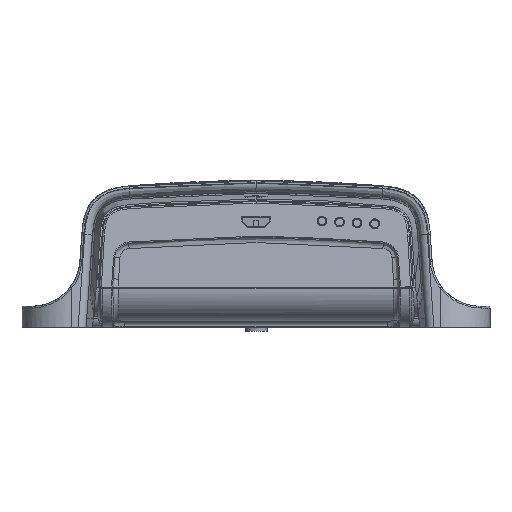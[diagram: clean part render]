
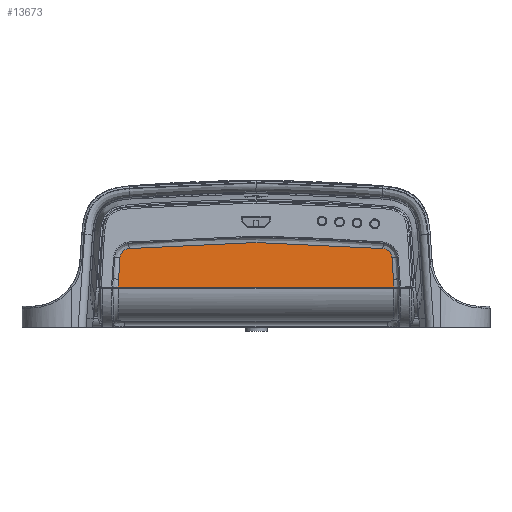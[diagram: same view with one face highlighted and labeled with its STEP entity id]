
A CAD part, front view. The second image highlights one B-rep face of the part: STEP entity #13673.
In plain terms, the highlighted planar face has unit normal (0, -0.996, 0.087).
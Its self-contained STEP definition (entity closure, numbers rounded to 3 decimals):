
#8552=PLANE('',#59333);
#11059=B_SPLINE_CURVE_WITH_KNOTS('',3,(#109266,#109267,#109268,#109269),
 .UNSPECIFIED.,.F.,.F.,(4,4),(0.,1.),.UNSPECIFIED.);
#13673=ADVANCED_FACE('NONE',(#17040),#8552,.F.);
#17040=FACE_OUTER_BOUND('',#19907,.T.);
#19907=EDGE_LOOP('',(#37960,#37961,#37962,#37963,#37964,#37965,#37966,#37967));
#23972=LINE('',#108468,#27925);
#27925=VECTOR('',#66949,1.);
#37960=ORIENTED_EDGE('',*,*,#53889,.T.);
#37961=ORIENTED_EDGE('',*,*,#53788,.T.);
#37962=ORIENTED_EDGE('',*,*,#53891,.F.);
#37963=ORIENTED_EDGE('',*,*,#53892,.F.);
#37964=ORIENTED_EDGE('',*,*,#53893,.F.);
#37965=ORIENTED_EDGE('',*,*,#53894,.F.);
#37966=ORIENTED_EDGE('',*,*,#53895,.F.);
#37967=ORIENTED_EDGE('',*,*,#53896,.F.);
#47350=VERTEX_POINT('',#108467);
#47351=VERTEX_POINT('',#108469);
#47435=VERTEX_POINT('',#109270);
#47436=VERTEX_POINT('',#109290);
#47437=VERTEX_POINT('',#109295);
#47438=VERTEX_POINT('',#109312);
#47439=VERTEX_POINT('',#109321);
#47440=VERTEX_POINT('',#109338);
#53788=EDGE_CURVE('',#47351,#47350,#23972,.T.);
#53889=EDGE_CURVE('',#47435,#47351,#11059,.T.);
#53891=EDGE_CURVE('',#47436,#47350,#57561,.T.);
#53892=EDGE_CURVE('',#47437,#47436,#57562,.T.);
#53893=EDGE_CURVE('',#47438,#47437,#57563,.T.);
#53894=EDGE_CURVE('',#47439,#47438,#57564,.T.);
#53895=EDGE_CURVE('',#47440,#47439,#57565,.T.);
#53896=EDGE_CURVE('',#47435,#47440,#57566,.T.);
#57561=(
BOUNDED_CURVE()
B_SPLINE_CURVE(3,(#109286,#109287,#109288,#109289),.UNSPECIFIED.,.F.,.F.)
B_SPLINE_CURVE_WITH_KNOTS((4,4),(0.,1.),.UNSPECIFIED.)
CURVE()
GEOMETRIC_REPRESENTATION_ITEM()
RATIONAL_B_SPLINE_CURVE((1.,1.,1.,1.))
REPRESENTATION_ITEM('')
);
#57562=(
BOUNDED_CURVE()
B_SPLINE_CURVE(3,(#109291,#109292,#109293,#109294),.UNSPECIFIED.,.F.,.F.)
B_SPLINE_CURVE_WITH_KNOTS((4,4),(0.,1.),.UNSPECIFIED.)
CURVE()
GEOMETRIC_REPRESENTATION_ITEM()
RATIONAL_B_SPLINE_CURVE((1.,1.,1.,1.))
REPRESENTATION_ITEM('')
);
#57563=(
BOUNDED_CURVE()
B_SPLINE_CURVE(3,(#109296,#109297,#109298,#109299,#109300,#109301,#109302,
#109303,#109304,#109305,#109306,#109307,#109308,#109309,#109310,#109311),
 .UNSPECIFIED.,.F.,.F.)
B_SPLINE_CURVE_WITH_KNOTS((4,2,2,2,2,2,2,4),(0.,0.25,0.375,0.5,
0.625,0.75,0.875,1.),.UNSPECIFIED.)
CURVE()
GEOMETRIC_REPRESENTATION_ITEM()
RATIONAL_B_SPLINE_CURVE((1.,1.,1.,1.,1.,1.,1.,1.,1.,1.,1.,1.,1.,1.,1.,1.))
REPRESENTATION_ITEM('')
);
#57564=(
BOUNDED_CURVE()
B_SPLINE_CURVE(3,(#109313,#109314,#109315,#109316,#109317,#109318,#109319,
#109320),.UNSPECIFIED.,.F.,.F.)
B_SPLINE_CURVE_WITH_KNOTS((4,2,2,4),(0.,0.25,0.5,1.),.UNSPECIFIED.)
CURVE()
GEOMETRIC_REPRESENTATION_ITEM()
RATIONAL_B_SPLINE_CURVE((1.,1.,1.,1.,1.,1.,1.,1.))
REPRESENTATION_ITEM('')
);
#57565=(
BOUNDED_CURVE()
B_SPLINE_CURVE(3,(#109322,#109323,#109324,#109325,#109326,#109327,#109328,
#109329,#109330,#109331,#109332,#109333,#109334,#109335,#109336,#109337),
 .UNSPECIFIED.,.F.,.F.)
B_SPLINE_CURVE_WITH_KNOTS((4,2,2,2,2,2,2,4),(0.,0.25,0.375,0.5,
0.625,0.75,0.875,1.),.UNSPECIFIED.)
CURVE()
GEOMETRIC_REPRESENTATION_ITEM()
RATIONAL_B_SPLINE_CURVE((1.,1.,1.,1.,1.,1.,1.,1.,1.,1.,1.,1.,1.,1.,1.,1.))
REPRESENTATION_ITEM('')
);
#57566=(
BOUNDED_CURVE()
B_SPLINE_CURVE(3,(#109339,#109340,#109341,#109342),.UNSPECIFIED.,.F.,.F.)
B_SPLINE_CURVE_WITH_KNOTS((4,4),(0.,1.),.UNSPECIFIED.)
CURVE()
GEOMETRIC_REPRESENTATION_ITEM()
RATIONAL_B_SPLINE_CURVE((1.,1.,1.,1.))
REPRESENTATION_ITEM('')
);
#59333=AXIS2_PLACEMENT_3D('',#109343,#67000,#67001);
#66949=DIRECTION('',(1.,0.,0.));
#67000=DIRECTION('',(0.,0.996,-0.087));
#67001=DIRECTION('',(-1.,0.,0.));
#108467=CARTESIAN_POINT('',(35.225,-92.786,-15.608));
#108468=CARTESIAN_POINT('',(0.,-92.786,-15.608));
#108469=CARTESIAN_POINT('',(-35.225,-92.786,-15.608));
#109266=CARTESIAN_POINT('',(-35.092,-92.611,-13.606));
#109267=CARTESIAN_POINT('',(-35.136,-92.669,-14.273));
#109268=CARTESIAN_POINT('',(-35.181,-92.727,-14.94));
#109269=CARTESIAN_POINT('',(-35.225,-92.786,-15.608));
#109270=CARTESIAN_POINT('',(-35.092,-92.611,-13.606));
#109286=CARTESIAN_POINT('',(35.092,-92.611,-13.606));
#109287=CARTESIAN_POINT('',(35.136,-92.669,-14.271));
#109288=CARTESIAN_POINT('',(35.18,-92.727,-14.938));
#109289=CARTESIAN_POINT('',(35.225,-92.786,-15.608));
#109290=CARTESIAN_POINT('',(35.092,-92.611,-13.606));
#109291=CARTESIAN_POINT('',(34.737,-92.136,-8.184));
#109292=CARTESIAN_POINT('',(34.854,-92.295,-9.996));
#109293=CARTESIAN_POINT('',(34.973,-92.453,-11.806));
#109294=CARTESIAN_POINT('',(35.092,-92.611,-13.606));
#109295=CARTESIAN_POINT('',(34.737,-92.136,-8.184));
#109296=CARTESIAN_POINT('',(32.39,-91.924,-5.755));
#109297=CARTESIAN_POINT('',(32.699,-91.926,-5.784));
#109298=CARTESIAN_POINT('',(32.993,-91.933,-5.866));
#109299=CARTESIAN_POINT('',(33.411,-91.951,-6.068));
#109300=CARTESIAN_POINT('',(33.542,-91.958,-6.147));
#109301=CARTESIAN_POINT('',(33.789,-91.974,-6.326));
#109302=CARTESIAN_POINT('',(33.905,-91.982,-6.427));
#109303=CARTESIAN_POINT('',(34.119,-92.002,-6.649));
#109304=CARTESIAN_POINT('',(34.215,-92.012,-6.768));
#109305=CARTESIAN_POINT('',(34.385,-92.035,-7.023));
#109306=CARTESIAN_POINT('',(34.46,-92.046,-7.159));
#109307=CARTESIAN_POINT('',(34.583,-92.071,-7.438));
#109308=CARTESIAN_POINT('',(34.631,-92.083,-7.582));
#109309=CARTESIAN_POINT('',(34.704,-92.109,-7.879));
#109310=CARTESIAN_POINT('',(34.727,-92.123,-8.033));
#109311=CARTESIAN_POINT('',(34.737,-92.136,-8.184));
#109312=CARTESIAN_POINT('',(32.39,-91.924,-5.755));
#109313=CARTESIAN_POINT('',(-32.39,-91.924,-5.755));
#109314=CARTESIAN_POINT('',(-27.007,-91.879,-5.248));
#109315=CARTESIAN_POINT('',(-21.61,-91.846,-4.868));
#109316=CARTESIAN_POINT('',(-10.812,-91.802,-4.361));
#109317=CARTESIAN_POINT('',(-5.408,-91.791,-4.234));
#109318=CARTESIAN_POINT('',(10.815,-91.791,-4.234));
#109319=CARTESIAN_POINT('',(21.629,-91.835,-4.742));
#109320=CARTESIAN_POINT('',(32.39,-91.924,-5.755));
#109321=CARTESIAN_POINT('',(-32.39,-91.924,-5.755));
#109322=CARTESIAN_POINT('',(-34.737,-92.136,-8.184));
#109323=CARTESIAN_POINT('',(-34.717,-92.109,-7.876));
#109324=CARTESIAN_POINT('',(-34.645,-92.083,-7.579));
#109325=CARTESIAN_POINT('',(-34.459,-92.046,-7.158));
#109326=CARTESIAN_POINT('',(-34.385,-92.035,-7.023));
#109327=CARTESIAN_POINT('',(-34.216,-92.012,-6.77));
#109328=CARTESIAN_POINT('',(-34.12,-92.002,-6.651));
#109329=CARTESIAN_POINT('',(-33.907,-91.983,-6.429));
#109330=CARTESIAN_POINT('',(-33.791,-91.974,-6.327));
#109331=CARTESIAN_POINT('',(-33.543,-91.958,-6.147));
#109332=CARTESIAN_POINT('',(-33.41,-91.951,-6.068));
#109333=CARTESIAN_POINT('',(-33.133,-91.939,-5.934));
#109334=CARTESIAN_POINT('',(-32.99,-91.935,-5.88));
#109335=CARTESIAN_POINT('',(-32.696,-91.927,-5.798));
#109336=CARTESIAN_POINT('',(-32.543,-91.925,-5.77));
#109337=CARTESIAN_POINT('',(-32.39,-91.924,-5.755));
#109338=CARTESIAN_POINT('',(-34.737,-92.136,-8.184));
#109339=CARTESIAN_POINT('',(-35.092,-92.611,-13.606));
#109340=CARTESIAN_POINT('',(-34.973,-92.453,-11.806));
#109341=CARTESIAN_POINT('',(-34.854,-92.295,-9.996));
#109342=CARTESIAN_POINT('',(-34.737,-92.136,-8.184));
#109343=CARTESIAN_POINT('',(0.,-122.856,-359.319));
